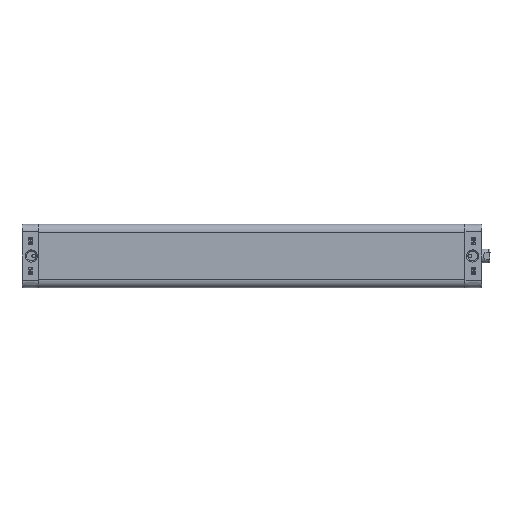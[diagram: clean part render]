
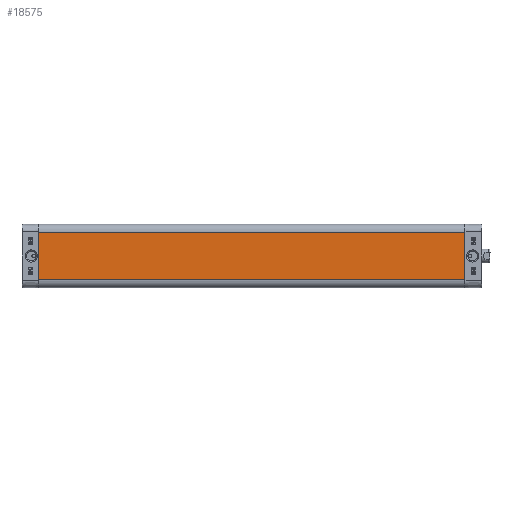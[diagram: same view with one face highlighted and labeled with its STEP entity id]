
A CAD part, left-side view. The second image highlights one B-rep face of the part: STEP entity #18575.
In plain terms, the highlighted planar face has unit normal (-1, 0, 0).
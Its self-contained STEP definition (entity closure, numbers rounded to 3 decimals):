
#14564=CARTESIAN_POINT('',(-27.25,-366.0,20.5));
#14565=VERTEX_POINT('',#14564);
#14573=CARTESIAN_POINT('',(-27.25,-366.0,-20.5));
#14574=VERTEX_POINT('',#14573);
#14575=CARTESIAN_POINT('',(-27.25,-366.0,-20.5));
#14576=DIRECTION('',(0.0,0.0,1.0));
#14577=VECTOR('',#14576,41.);
#14578=LINE('',#14575,#14577);
#14579=EDGE_CURVE('',#14574,#14565,#14578,.T.);
#18533=CARTESIAN_POINT('',(-27.25,0.0,-20.5));
#18534=VERTEX_POINT('',#18533);
#18535=CARTESIAN_POINT('',(-27.25,0.0,-20.5));
#18536=DIRECTION('',(0.0,-1.0,0.0));
#18537=VECTOR('',#18536,366.0);
#18538=LINE('',#18535,#18537);
#18539=EDGE_CURVE('',#18534,#14574,#18538,.T.);
#18552=CARTESIAN_POINT('',(-27.25,0.0,-20.5));
#18553=DIRECTION('',(-1.0,0.0,0.0));
#18554=DIRECTION('',(0.0,0.0,1.0));
#18555=AXIS2_PLACEMENT_3D('',#18552,#18553,#18554);
#18556=PLANE('',#18555);
#18557=ORIENTED_EDGE('',*,*,#14579,.T.);
#18558=CARTESIAN_POINT('',(-27.25,0.0,20.5));
#18559=VERTEX_POINT('',#18558);
#18560=CARTESIAN_POINT('',(-27.25,0.0,20.5));
#18561=DIRECTION('',(0.0,-1.0,0.0));
#18562=VECTOR('',#18561,366.0);
#18563=LINE('',#18560,#18562);
#18564=EDGE_CURVE('',#18559,#14565,#18563,.T.);
#18565=ORIENTED_EDGE('',*,*,#18564,.F.);
#18566=CARTESIAN_POINT('',(-27.25,0.0,-20.5));
#18567=DIRECTION('',(0.0,0.0,1.0));
#18568=VECTOR('',#18567,41.0);
#18569=LINE('',#18566,#18568);
#18570=EDGE_CURVE('',#18534,#18559,#18569,.T.);
#18571=ORIENTED_EDGE('',*,*,#18570,.F.);
#18572=ORIENTED_EDGE('',*,*,#18539,.T.);
#18573=EDGE_LOOP('',(#18557,#18565,#18571,#18572));
#18574=FACE_OUTER_BOUND('',#18573,.T.);
#18575=ADVANCED_FACE('',(#18574),#18556,.T.);
